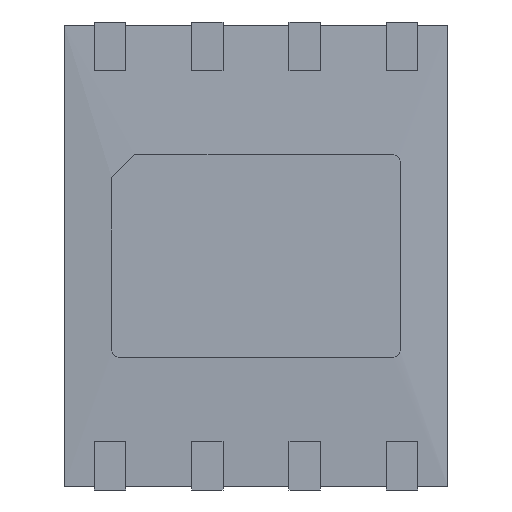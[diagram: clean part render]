
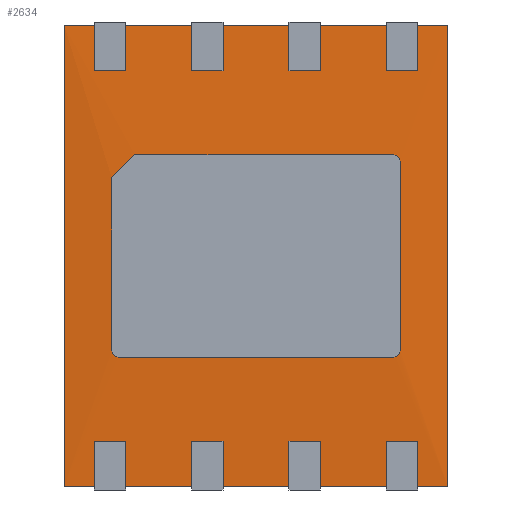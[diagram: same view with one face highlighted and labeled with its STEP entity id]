
A CAD part, front view. The second image highlights one B-rep face of the part: STEP entity #2634.
In plain terms, the highlighted planar face has unit normal (0, -1, 0).
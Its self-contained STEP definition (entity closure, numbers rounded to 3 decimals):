
#2408 = CARTESIAN_POINT ( 'NONE',  ( -2.5, 0.05, -3. ) ) ;
#2409 = VERTEX_POINT ( 'NONE', #2408 ) ;
#2410 = CARTESIAN_POINT ( 'NONE',  ( -2.5, 0.05, 3. ) ) ;
#2411 = VERTEX_POINT ( 'NONE', #2410 ) ;
#2412 = CARTESIAN_POINT ( 'NONE',  ( -2.5, 0.05, 3. ) ) ;
#2413 = DIRECTION ( 'NONE',  ( 0., 0., 1. ) ) ;
#2414 = VECTOR ( 'NONE', #2413, 1000. ) ;
#2415 = LINE ( 'NONE', #2412, #2414 ) ;
#2416 = EDGE_CURVE ( 'NONE', #2409, #2411, #2415, .T. ) ;
#2448 = CARTESIAN_POINT ( 'NONE',  ( 2.5, 0.05, 3. ) ) ;
#2449 = VERTEX_POINT ( 'NONE', #2448 ) ;
#2450 = CARTESIAN_POINT ( 'NONE',  ( 2.5, 0.05, 3. ) ) ;
#2451 = DIRECTION ( 'NONE',  ( 1., 0., 0. ) ) ;
#2452 = VECTOR ( 'NONE', #2451, 1000. ) ;
#2453 = LINE ( 'NONE', #2450, #2452 ) ;
#2454 = EDGE_CURVE ( 'NONE', #2411, #2449, #2453, .T. ) ;
#2479 = CARTESIAN_POINT ( 'NONE',  ( 2.5, 0.05, -3. ) ) ;
#2480 = VERTEX_POINT ( 'NONE', #2479 ) ;
#2481 = CARTESIAN_POINT ( 'NONE',  ( 2.5, 0.05, 3. ) ) ;
#2482 = DIRECTION ( 'NONE',  ( 0., 0., -1. ) ) ;
#2483 = VECTOR ( 'NONE', #2482, 1000. ) ;
#2484 = LINE ( 'NONE', #2481, #2483 ) ;
#2485 = EDGE_CURVE ( 'NONE', #2449, #2480, #2484, .T. ) ;
#2510 = CARTESIAN_POINT ( 'NONE',  ( 2.5, 0.05, -3. ) ) ;
#2511 = DIRECTION ( 'NONE',  ( -1., 0., 0. ) ) ;
#2512 = VECTOR ( 'NONE', #2511, 1000. ) ;
#2513 = LINE ( 'NONE', #2510, #2512 ) ;
#2514 = EDGE_CURVE ( 'NONE', #2480, #2409, #2513, .T. ) ;
#2554 = CARTESIAN_POINT ( 'NONE',  ( 1.88, 0., -1.22 ) ) ;
#2555 = VERTEX_POINT ( 'NONE', #2554 ) ;
#2556 = CARTESIAN_POINT ( 'NONE',  ( 1.88, 0., 1.22 ) ) ;
#2557 = VERTEX_POINT ( 'NONE', #2556 ) ;
#2558 = CARTESIAN_POINT ( 'NONE',  ( 1.88, 0., -1.32 ) ) ;
#2559 = DIRECTION ( 'NONE',  ( 0., 0., 1. ) ) ;
#2560 = VECTOR ( 'NONE', #2559, 1000. ) ;
#2561 = LINE ( 'NONE', #2558, #2560 ) ;
#2562 = EDGE_CURVE ( 'NONE', #2555, #2557, #2561, .T. ) ;
#2563 = ORIENTED_EDGE ( 'NONE', *, *, #2562, .F. ) ;
#2564 = CARTESIAN_POINT ( 'NONE',  ( 1.78, 0., -1.32 ) ) ;
#2565 = VERTEX_POINT ( 'NONE', #2564 ) ;
#2566 = CARTESIAN_POINT ( 'NONE',  ( 1.78, 0., -1.22 ) ) ;
#2567 = DIRECTION ( 'NONE',  ( 0., 1., 0. ) ) ;
#2568 = DIRECTION ( 'NONE',  ( 0., 0., -1. ) ) ;
#2569 = AXIS2_PLACEMENT_3D ( 'NONE', #2566, #2567, #2568 ) ;
#2570 = CIRCLE ( 'NONE', #2569, 0.1) ;
#2571 = EDGE_CURVE ( 'NONE', #2555, #2565, #2570, .T. ) ;
#2572 = ORIENTED_EDGE ( 'NONE', *, *, #2571, .T. ) ;
#2573 = CARTESIAN_POINT ( 'NONE',  ( -1.78, 0., -1.32 ) ) ;
#2574 = VERTEX_POINT ( 'NONE', #2573 ) ;
#2575 = CARTESIAN_POINT ( 'NONE',  ( -1.88, 0., -1.32 ) ) ;
#2576 = DIRECTION ( 'NONE',  ( 1., 0., 0. ) ) ;
#2577 = VECTOR ( 'NONE', #2576, 1000. ) ;
#2578 = LINE ( 'NONE', #2575, #2577 ) ;
#2579 = EDGE_CURVE ( 'NONE', #2574, #2565, #2578, .T. ) ;
#2580 = ORIENTED_EDGE ( 'NONE', *, *, #2579, .F. ) ;
#2581 = CARTESIAN_POINT ( 'NONE',  ( -1.88, 0., -1.22 ) ) ;
#2582 = VERTEX_POINT ( 'NONE', #2581 ) ;
#2583 = CARTESIAN_POINT ( 'NONE',  ( -1.78, 0., -1.22 ) ) ;
#2584 = DIRECTION ( 'NONE',  ( 0., 1., 0. ) ) ;
#2585 = DIRECTION ( 'NONE',  ( 0., 0., -1. ) ) ;
#2586 = AXIS2_PLACEMENT_3D ( 'NONE', #2583, #2584, #2585 ) ;
#2587 = CIRCLE ( 'NONE', #2586, 0.1) ;
#2588 = EDGE_CURVE ( 'NONE', #2574, #2582, #2587, .T. ) ;
#2589 = ORIENTED_EDGE ( 'NONE', *, *, #2588, .T. ) ;
#2590 = CARTESIAN_POINT ( 'NONE',  ( -1.88, 0., 1.02 ) ) ;
#2591 = VERTEX_POINT ( 'NONE', #2590 ) ;
#2592 = CARTESIAN_POINT ( 'NONE',  ( -1.88, 0., -1.32 ) ) ;
#2593 = DIRECTION ( 'NONE',  ( 0., 0., -1. ) ) ;
#2594 = VECTOR ( 'NONE', #2593, 1000. ) ;
#2595 = LINE ( 'NONE', #2592, #2594 ) ;
#2596 = EDGE_CURVE ( 'NONE', #2591, #2582, #2595, .T. ) ;
#2597 = ORIENTED_EDGE ( 'NONE', *, *, #2596, .F. ) ;
#2598 = CARTESIAN_POINT ( 'NONE',  ( -1.58, 0., 1.32 ) ) ;
#2599 = VERTEX_POINT ( 'NONE', #2598 ) ;
#2600 = CARTESIAN_POINT ( 'NONE',  ( -1.88, 0., 1.02 ) ) ;
#2601 = DIRECTION ( 'NONE',  ( 0.707, 0., 0.707 ) ) ;
#2602 = VECTOR ( 'NONE', #2601, 1000. ) ;
#2603 = LINE ( 'NONE', #2600, #2602 ) ;
#2604 = EDGE_CURVE ( 'NONE', #2591, #2599, #2603, .T. ) ;
#2605 = ORIENTED_EDGE ( 'NONE', *, *, #2604, .T. ) ;
#2606 = CARTESIAN_POINT ( 'NONE',  ( 1.78, 0., 1.32 ) ) ;
#2607 = VERTEX_POINT ( 'NONE', #2606 ) ;
#2608 = CARTESIAN_POINT ( 'NONE',  ( -1.88, 0., 1.32 ) ) ;
#2609 = DIRECTION ( 'NONE',  ( -1., 0., 0. ) ) ;
#2610 = VECTOR ( 'NONE', #2609, 1000. ) ;
#2611 = LINE ( 'NONE', #2608, #2610 ) ;
#2612 = EDGE_CURVE ( 'NONE', #2607, #2599, #2611, .T. ) ;
#2613 = ORIENTED_EDGE ( 'NONE', *, *, #2612, .F. ) ;
#2614 = CARTESIAN_POINT ( 'NONE',  ( 1.78, 0., 1.22 ) ) ;
#2615 = DIRECTION ( 'NONE',  ( 0., 1., 0. ) ) ;
#2616 = DIRECTION ( 'NONE',  ( 0., 0., -1. ) ) ;
#2617 = AXIS2_PLACEMENT_3D ( 'NONE', #2614, #2615, #2616 ) ;
#2618 = CIRCLE ( 'NONE', #2617, 0.1) ;
#2619 = EDGE_CURVE ( 'NONE', #2607, #2557, #2618, .T. ) ;
#2620 = ORIENTED_EDGE ( 'NONE', *, *, #2619, .T. ) ;
#2621 = EDGE_LOOP ( 'NONE', ( #2563, #2572, #2580, #2589, #2597, #2605, #2613, #2620 ) ) ;
#2622 = FACE_BOUND ( 'NONE', #2621, .T. ) ;
#2623 = ORIENTED_EDGE ( 'NONE', *, *, #2416, .F. ) ;
#2624 = ORIENTED_EDGE ( 'NONE', *, *, #2514, .F. ) ;
#2625 = ORIENTED_EDGE ( 'NONE', *, *, #2485, .F. ) ;
#2626 = ORIENTED_EDGE ( 'NONE', *, *, #2454, .F. ) ;
#2627 = EDGE_LOOP ( 'NONE', ( #2623, #2624, #2625, #2626 ) ) ;
#2628 = FACE_OUTER_BOUND ( 'NONE', #2627, .T. ) ;
#2629 = CARTESIAN_POINT ( 'NONE',  ( 0., 0.05, 0. ) ) ;
#2630 = DIRECTION ( 'NONE',  ( 0., 1., 0. ) ) ;
#2631 = DIRECTION ( 'NONE',  ( 0., 0., 1. ) ) ;
#2632 = AXIS2_PLACEMENT_3D ( 'NONE', #2629, #2630, #2631 ) ;
#2633 = PLANE ( 'NONE', #2632 ) ;
#2634 = ADVANCED_FACE ( 'NONE', ( #2622, #2628 ), #2633, .F. ) ;
